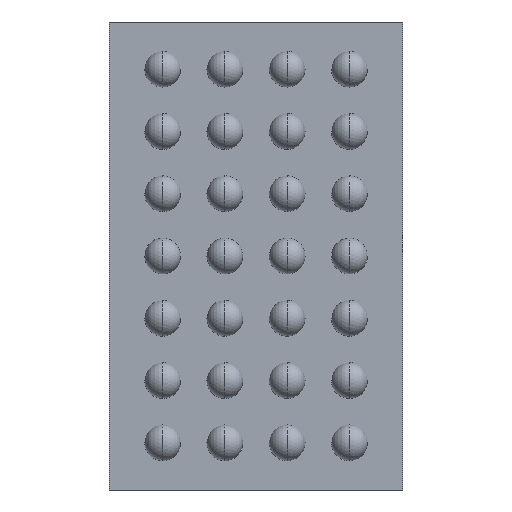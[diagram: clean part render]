
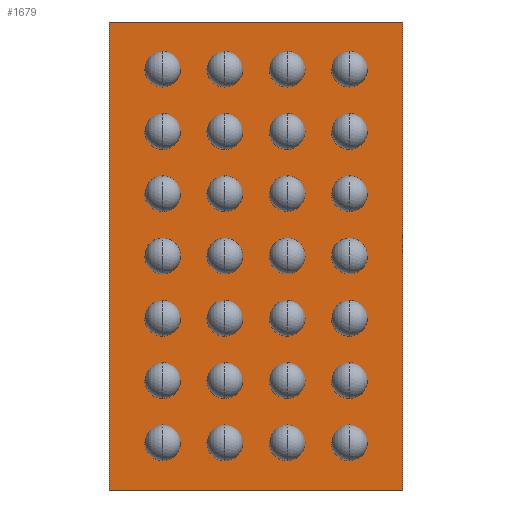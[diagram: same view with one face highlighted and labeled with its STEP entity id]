
A CAD part, front view. The second image highlights one B-rep face of the part: STEP entity #1679.
In plain terms, the highlighted planar face has unit normal (0, -1, 0).
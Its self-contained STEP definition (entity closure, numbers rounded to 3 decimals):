
#1532 = CARTESIAN_POINT ( 'NONE',  ( 0.941, 0.184, -1.503 ) ) ;
#1533 = VERTEX_POINT ( 'NONE', #1532 ) ;
#1534 = CARTESIAN_POINT ( 'NONE',  ( -0.941, 0.184, -1.503 ) ) ;
#1535 = VERTEX_POINT ( 'NONE', #1534 ) ;
#1536 = CARTESIAN_POINT ( 'NONE',  ( 0.941, 0.184, -1.503 ) ) ;
#1537 = DIRECTION ( 'NONE',  ( -1., 0., 0. ) ) ;
#1538 = VECTOR ( 'NONE', #1537, 1000. ) ;
#1539 = LINE ( 'NONE', #1536, #1538 ) ;
#1540 = EDGE_CURVE ( 'NONE', #1533, #1535, #1539, .T. ) ;
#1572 = CARTESIAN_POINT ( 'NONE',  ( -0.941, 0.184, 1.503 ) ) ;
#1573 = VERTEX_POINT ( 'NONE', #1572 ) ;
#1574 = CARTESIAN_POINT ( 'NONE',  ( -0.941, 0.184, 1.503 ) ) ;
#1575 = DIRECTION ( 'NONE',  ( 0., 0., 1. ) ) ;
#1576 = VECTOR ( 'NONE', #1575, 1000. ) ;
#1577 = LINE ( 'NONE', #1574, #1576 ) ;
#1578 = EDGE_CURVE ( 'NONE', #1535, #1573, #1577, .T. ) ;
#1603 = CARTESIAN_POINT ( 'NONE',  ( 0.941, 0.184, 1.503 ) ) ;
#1604 = VERTEX_POINT ( 'NONE', #1603 ) ;
#1605 = CARTESIAN_POINT ( 'NONE',  ( 0.941, 0.184, 1.503 ) ) ;
#1606 = DIRECTION ( 'NONE',  ( 1., 0., 0. ) ) ;
#1607 = VECTOR ( 'NONE', #1606, 1000. ) ;
#1608 = LINE ( 'NONE', #1605, #1607 ) ;
#1609 = EDGE_CURVE ( 'NONE', #1573, #1604, #1608, .T. ) ;
#1634 = CARTESIAN_POINT ( 'NONE',  ( 0.941, 0.184, 1.503 ) ) ;
#1635 = DIRECTION ( 'NONE',  ( 0., 0., -1. ) ) ;
#1636 = VECTOR ( 'NONE', #1635, 1000. ) ;
#1637 = LINE ( 'NONE', #1634, #1636 ) ;
#1638 = EDGE_CURVE ( 'NONE', #1604, #1533, #1637, .T. ) ;
#1668 = ORIENTED_EDGE ( 'NONE', *, *, #1540, .F. ) ;
#1669 = ORIENTED_EDGE ( 'NONE', *, *, #1638, .F. ) ;
#1670 = ORIENTED_EDGE ( 'NONE', *, *, #1609, .F. ) ;
#1671 = ORIENTED_EDGE ( 'NONE', *, *, #1578, .F. ) ;
#1672 = EDGE_LOOP ( 'NONE', ( #1668, #1669, #1670, #1671 ) ) ;
#1673 = FACE_OUTER_BOUND ( 'NONE', #1672, .T. ) ;
#1674 = CARTESIAN_POINT ( 'NONE',  ( 0., 0.184, 0. ) ) ;
#1675 = DIRECTION ( 'NONE',  ( 0., -1., 0. ) ) ;
#1676 = DIRECTION ( 'NONE',  ( -1., 0., 0. ) ) ;
#1677 = AXIS2_PLACEMENT_3D ( 'NONE', #1674, #1675, #1676 ) ;
#1678 = PLANE ( 'NONE', #1677 ) ;
#1679 = ADVANCED_FACE ( 'NONE', ( #1673 ), #1678, .T. ) ;
